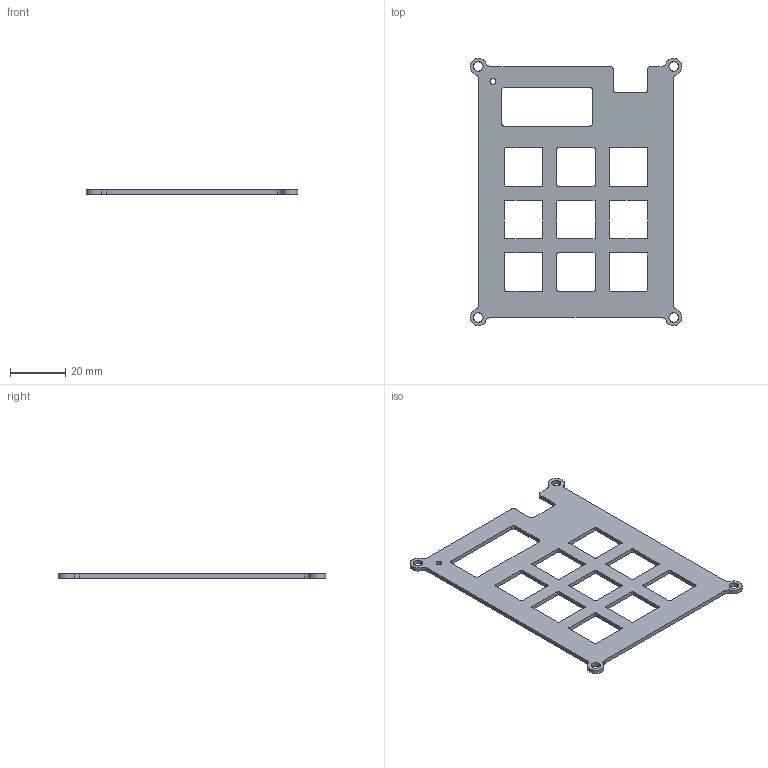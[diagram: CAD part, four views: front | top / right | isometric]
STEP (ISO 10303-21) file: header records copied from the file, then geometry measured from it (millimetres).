
FILE_DESCRIPTION(/* description */ ('HOOPS Exchange Step'),/* implementation_level */ '2;1');
FILE_NAME(/* name */ 'top.step',/* time_stamp */ '2025-07-18T20:36:03-05:00',/* author */ (''),/* organization */ (''),/* preprocessor_version */ 'ST-DEVELOPER v20.1',/* originating_system */ 'Autodesk Translation Framework v14.10.0.0',/* authorisation */ '');
FILE_SCHEMA (('AUTOMOTIVE_DESIGN { 1 0 10303 214 3 1 1 }'));
Length unit declared in the file: millimetre
Products named in the file (1): 2025-06-29-22-31-09-243
Bounding box: 76.95 x 97.17 x 1.5 mm (x, y, z)
Volume: 6262 mm3; surface area: 9861.2 mm2
Topology: 1 solids, 1 shells, 111 faces, 327 edges, 218 vertices
Faces by surface type: cylinder 61, plane 50
Full cylindrical faces by diameter (mm): 2.1 x1, 3.4 x4
Entity records: 3843 total; most frequent: DIRECTION 673, CARTESIAN_POINT 657, ORIENTED_EDGE 654, EDGE_CURVE 327, AXIS2_PLACEMENT_3D 234, VERTEX_POINT 218, LINE 205, VECTOR 205
